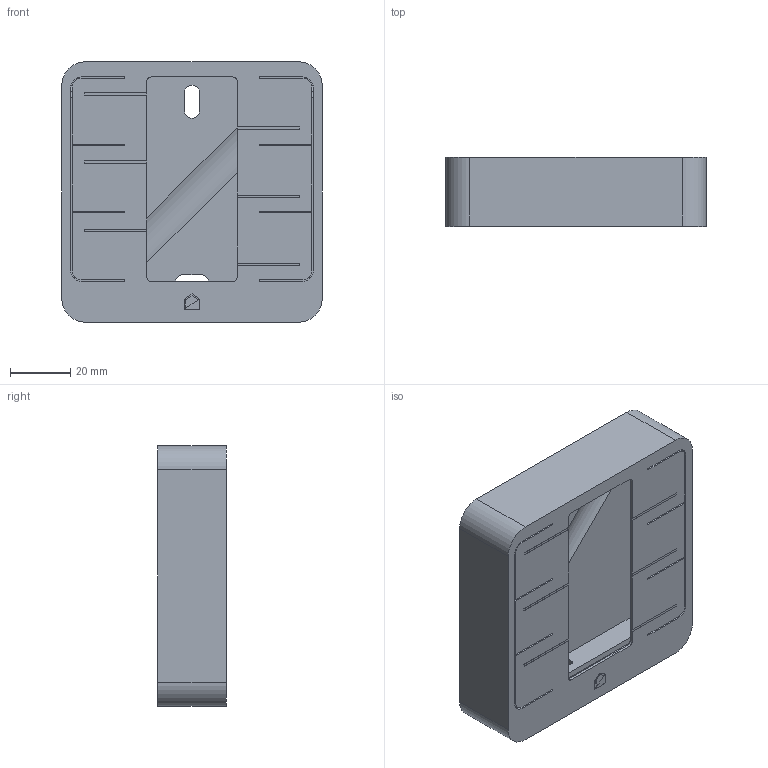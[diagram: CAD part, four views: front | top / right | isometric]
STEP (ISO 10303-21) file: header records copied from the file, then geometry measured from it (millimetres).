
FILE_DESCRIPTION(/* description */ ('STEP AP242','CAx-IF Rec.Pracs.---Representation and Presentation of Product Manufacturing Information (PMI)---4.0---2014-10-13','CAx-IF Rec.Pracs.---3D Tessellated Geometry---0.4---2014-09-14','2;1'),/* implementation_level */ '2;1');
FILE_NAME(/* name */ '635ea42f3b1ee34ffb0ee893',/* time_stamp */ '2022-10-30T16:20:00+00:00',/* author */ (''),/* organization */ (''),/* preprocessor_version */ 'ST-DEVELOPER v18.102',/* originating_system */ ' ',/* authorisation */ ' ');
FILE_SCHEMA (('AP242_MANAGED_MODEL_BASED_3D_ENGINEERING_MIM_LF { 1 0 10303 442 1 1 4 }'));
Length unit declared in the file: metre
Products named in the file (9): case back; case front; btn line 1; btn line 3; btn line 5; btn line 2; btn line 4; btn line 6; logo
Bounding box: 86.5 x 22.8 x 86.5 mm (x, y, z)
Volume: 40609.2 mm3; surface area: 48200 mm2
Topology: 9 solids, 9 shells, 380 faces, 1003 edges, 666 vertices
Faces by surface type: plane 311, cylinder 67, torus 2
Full cylindrical faces by diameter (mm): 3 x6
Entity records: 11876 total; most frequent: CARTESIAN_POINT 2076, ORIENTED_EDGE 1994, DIRECTION 1907, EDGE_CURVE 997, LINE 857, VECTOR 857, VERTEX_POINT 666, AXIS2_PLACEMENT_3D 525
